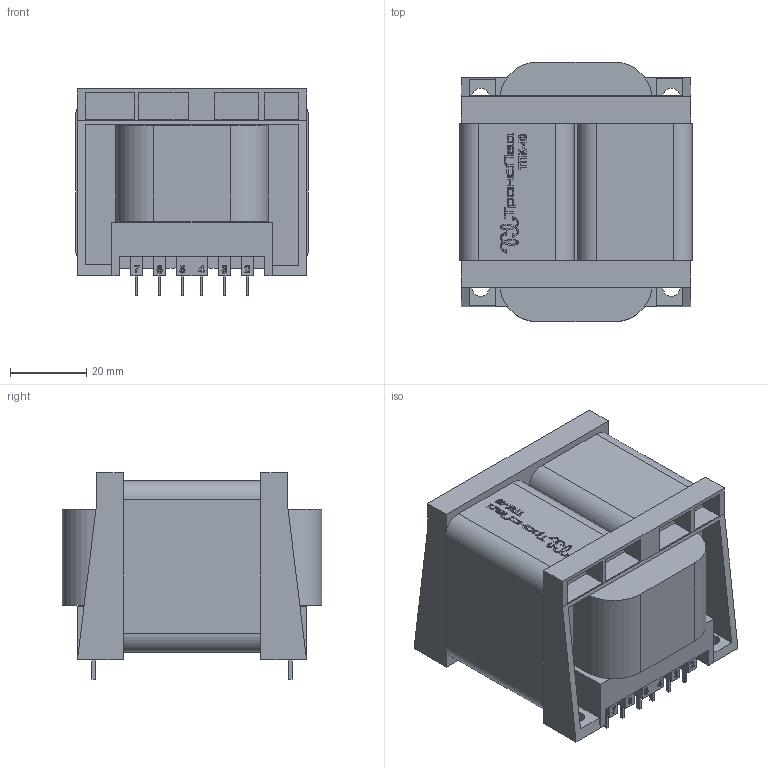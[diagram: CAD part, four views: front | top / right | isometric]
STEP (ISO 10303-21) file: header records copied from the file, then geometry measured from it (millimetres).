
FILE_DESCRIPTION(/* description */ (''),/* implementation_level */ '2;1');
FILE_NAME(/* name */ 'TPK-40.step',/* time_stamp */ '2022-11-21T22:53:51+03:00',/* author */ (''),/* organization */ (''),/* preprocessor_version */ 'ST-DEVELOPER v19.2',/* originating_system */ 'Autodesk Translation Framework v11.17.0.187',/* authorisation */ '');
FILE_SCHEMA (('AUTOMOTIVE_DESIGN { 1 0 10303 214 3 1 1 }'));
Length unit declared in the file: millimetre
Products named in the file (1): TPK-40
Bounding box: 61 x 68 x 54 mm (x, y, z)
Volume: 184326.9 mm3; surface area: 48306.6 mm2
Topology: 45 solids, 45 shells, 923 faces, 2471 edges, 1646 vertices
Faces by surface type: plane 539, bspline 366, cylinder 18
Full cylindrical faces by diameter (mm): 4.5 x4
Entity records: 30826 total; most frequent: CARTESIAN_POINT 10575, ORIENTED_EDGE 4942, DIRECTION 2911, EDGE_CURVE 2471, LINE 1703, VECTOR 1703, VERTEX_POINT 1646, EDGE_LOOP 961
